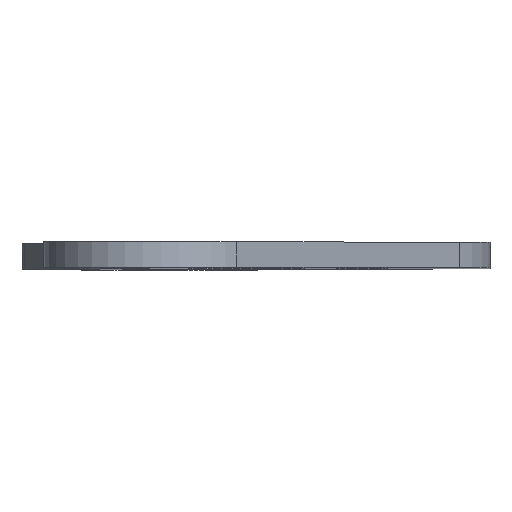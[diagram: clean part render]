
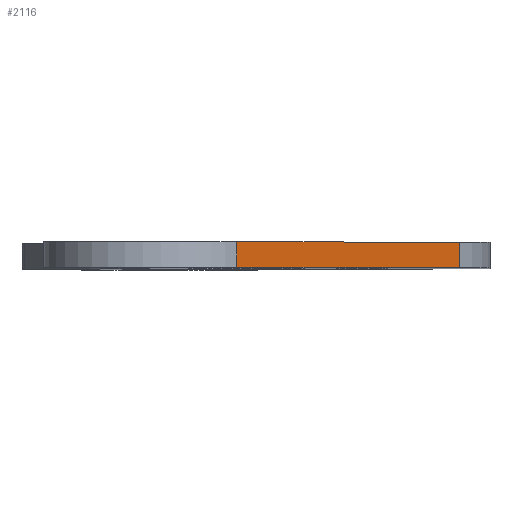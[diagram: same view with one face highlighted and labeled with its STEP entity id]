
A CAD part, top view. The second image highlights one B-rep face of the part: STEP entity #2116.
In plain terms, the highlighted planar face has unit normal (0.819, 0, 0.574).
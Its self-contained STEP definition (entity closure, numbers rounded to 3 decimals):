
#29 = ORIENTED_EDGE ( 'NONE', *, *, #352, .T. ) ;
#35 = CARTESIAN_POINT ( 'NONE',  ( 36.383, 3., -30.167 ) ) ;
#59 = ORIENTED_EDGE ( 'NONE', *, *, #1613, .T. ) ;
#140 = CARTESIAN_POINT ( 'NONE',  ( 40., 3., -35.333 ) ) ;
#211 = CARTESIAN_POINT ( 'NONE',  ( 40., 0., -35.333 ) ) ;
#315 = PLANE ( 'NONE',  #2582 ) ;
#352 = EDGE_CURVE ( 'NONE', #2221, #1727, #1575, .T. ) ;
#359 = FACE_OUTER_BOUND ( 'NONE', #1767, .T. ) ;
#463 = DIRECTION ( 'NONE',  ( 0.574, 0., -0.819 ) ) ;
#565 = VERTEX_POINT ( 'NONE', #35 ) ;
#727 = EDGE_CURVE ( 'NONE', #2448, #565, #1563, .T. ) ;
#1037 = DIRECTION ( 'NONE',  ( 0., 1., 0. ) ) ;
#1129 = DIRECTION ( 'NONE',  ( 0., -1., 0. ) ) ;
#1346 = CARTESIAN_POINT ( 'NONE',  ( 36.383, 0., -30.167 ) ) ;
#1551 = CARTESIAN_POINT ( 'NONE',  ( 10.239, 0., 7.17 ) ) ;
#1562 = DIRECTION ( 'NONE',  ( -0.819, 0., -0.574 ) ) ;
#1563 = LINE ( 'NONE', #140, #2942 ) ;
#1575 = LINE ( 'NONE', #211, #2473 ) ;
#1585 = VECTOR ( 'NONE', #1129, 1000. ) ;
#1606 = LINE ( 'NONE', #2478, #1585 ) ;
#1613 = EDGE_CURVE ( 'NONE', #2448, #2221, #1606, .T. ) ;
#1727 = VERTEX_POINT ( 'NONE', #1346 ) ;
#1767 = EDGE_LOOP ( 'NONE', ( #29, #1794, #2946, #59 ) ) ;
#1794 = ORIENTED_EDGE ( 'NONE', *, *, #2472, .T. ) ;
#1919 = LINE ( 'NONE', #2826, #2051 ) ;
#1949 = DIRECTION ( 'NONE',  ( -0.574, 0., 0.819 ) ) ;
#2051 = VECTOR ( 'NONE', #1037, 1000. ) ;
#2116 = ADVANCED_FACE ( 'NONE', ( #359 ), #315, .F. ) ;
#2221 = VERTEX_POINT ( 'NONE', #1551 ) ;
#2331 = CARTESIAN_POINT ( 'NONE',  ( 10.239, 3., 7.17 ) ) ;
#2448 = VERTEX_POINT ( 'NONE', #2331 ) ;
#2472 = EDGE_CURVE ( 'NONE', #1727, #565, #1919, .T. ) ;
#2473 = VECTOR ( 'NONE', #463, 1000. ) ;
#2478 = CARTESIAN_POINT ( 'NONE',  ( 10.239, 3., 7.17 ) ) ;
#2582 = AXIS2_PLACEMENT_3D ( 'NONE', #2873, #1562, #1949 ) ;
#2826 = CARTESIAN_POINT ( 'NONE',  ( 36.383, 3., -30.167 ) ) ;
#2873 = CARTESIAN_POINT ( 'NONE',  ( 40., 3., -35.333 ) ) ;
#2889 = DIRECTION ( 'NONE',  ( 0.574, 0., -0.819 ) ) ;
#2942 = VECTOR ( 'NONE', #2889, 1000. ) ;
#2946 = ORIENTED_EDGE ( 'NONE', *, *, #727, .F. ) ;
